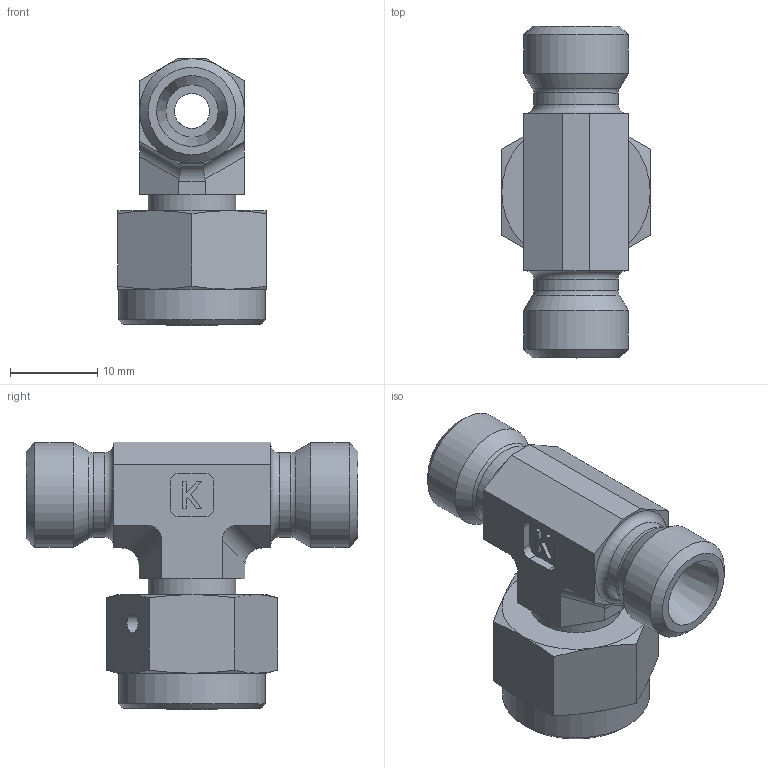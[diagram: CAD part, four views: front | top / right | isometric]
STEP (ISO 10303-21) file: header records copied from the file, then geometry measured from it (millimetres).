
FILE_DESCRIPTION((''),'2;1');
FILE_NAME('3765061206.stp','2014-09-10T15:42:12',(''),('KNOMI spol. s r. o.'),'Autodesk Inventor 2012','Autodesk Inventor 2012','');
FILE_SCHEMA(('AUTOMOTIVE_DESIGN { 1 2 10303 214 0 1 1 1 }'));
Length unit declared in the file: millimetre
Products named in the file (5): TSSO2  6L  M12/M12 v.z; 3775 061206; 395 0612; 9902012; 60704015
Assembly tree (4 placements, depth 2):
  TSSO2  6L  M12/M12 v.z
    3775 061206
    395 0612
    9902012
    60704015
Bounding box: 17 x 38 x 30.66 mm (x, y, z)
Volume: 6562.1 mm3; surface area: 4878.6 mm2
Topology: 4 solids, 4 shells, 123 faces, 284 edges, 181 vertices
Faces by surface type: plane 60, cone 25, cylinder 25, torus 12, bspline 1
Full cylindrical faces by diameter (mm): 2 x1, 2.2 x1, 3 x1, 4 x1, 6 x2, 9.7 x2, 10 x2, 10.376 x1, 10.4 x1, 12 x2, 16.8 x1
Entity records: 3633 total; most frequent: CARTESIAN_POINT 770, DIRECTION 558, ORIENTED_EDGE 468, EDGE_CURVE 234, AXIS2_PLACEMENT_3D 222, EDGE_LOOP 184, VERTEX_POINT 170, STYLED_ITEM 127
